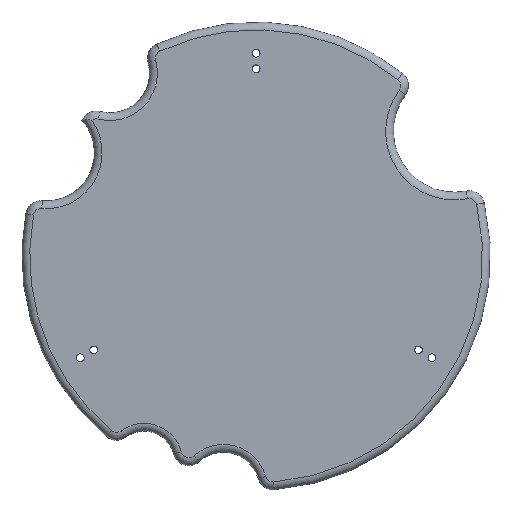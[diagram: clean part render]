
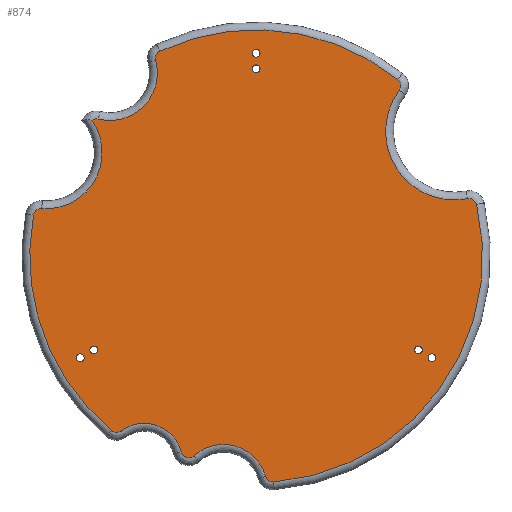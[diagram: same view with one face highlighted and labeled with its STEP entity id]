
A CAD part, top view. The second image highlights one B-rep face of the part: STEP entity #874.
In plain terms, the highlighted planar face has unit normal (0, 0, 1).
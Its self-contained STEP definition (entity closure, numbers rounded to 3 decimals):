
#21=FACE_BOUND('',#223,.T.);
#22=FACE_BOUND('',#224,.T.);
#23=FACE_BOUND('',#225,.T.);
#24=FACE_BOUND('',#226,.T.);
#25=FACE_BOUND('',#227,.T.);
#26=FACE_BOUND('',#228,.T.);
#28=PLANE('',#1028);
#160=FACE_OUTER_BOUND('',#222,.T.);
#222=EDGE_LOOP('',(#763,#764,#765,#766,#767,#768,#769,#770,#771,#772,#773,
#774,#775,#776,#777,#778));
#223=EDGE_LOOP('',(#779));
#224=EDGE_LOOP('',(#780));
#225=EDGE_LOOP('',(#781));
#226=EDGE_LOOP('',(#782));
#227=EDGE_LOOP('',(#783));
#228=EDGE_LOOP('',(#784));
#300=CIRCLE('',#976,7.19);
#302=CIRCLE('',#978,1.);
#305=CIRCLE('',#982,29.);
#308=CIRCLE('',#985,1.);
#311=CIRCLE('',#989,4.942);
#314=CIRCLE('',#992,1.);
#317=CIRCLE('',#996,5.609);
#320=CIRCLE('',#999,1.);
#323=CIRCLE('',#1003,29.);
#325=CIRCLE('',#1005,1.);
#327=CIRCLE('',#1008,8.795);
#329=CIRCLE('',#1010,1.);
#331=CIRCLE('',#1013,29.);
#333=CIRCLE('',#1015,1.);
#335=CIRCLE('',#1018,6.068);
#336=CIRCLE('',#1019,1.);
#337=CIRCLE('',#1029,0.5);
#338=CIRCLE('',#1030,0.5);
#339=CIRCLE('',#1031,0.5);
#340=CIRCLE('',#1032,0.5);
#341=CIRCLE('',#1033,0.5);
#342=CIRCLE('',#1034,0.5);
#391=VERTEX_POINT('',#1587);
#392=VERTEX_POINT('',#1589);
#394=VERTEX_POINT('',#1615);
#396=VERTEX_POINT('',#1621);
#398=VERTEX_POINT('',#1635);
#400=VERTEX_POINT('',#1641);
#402=VERTEX_POINT('',#1661);
#404=VERTEX_POINT('',#1667);
#405=VERTEX_POINT('',#1680);
#406=VERTEX_POINT('',#1685);
#407=VERTEX_POINT('',#1697);
#408=VERTEX_POINT('',#1701);
#409=VERTEX_POINT('',#1713);
#410=VERTEX_POINT('',#1717);
#411=VERTEX_POINT('',#1729);
#412=VERTEX_POINT('',#1733);
#413=VERTEX_POINT('',#1762);
#414=VERTEX_POINT('',#1764);
#415=VERTEX_POINT('',#1766);
#416=VERTEX_POINT('',#1768);
#417=VERTEX_POINT('',#1770);
#418=VERTEX_POINT('',#1772);
#492=EDGE_CURVE('',#391,#392,#300,.T.);
#495=EDGE_CURVE('',#394,#391,#302,.T.);
#498=EDGE_CURVE('',#396,#394,#305,.T.);
#501=EDGE_CURVE('',#398,#396,#308,.T.);
#504=EDGE_CURVE('',#400,#398,#311,.T.);
#507=EDGE_CURVE('',#402,#400,#314,.T.);
#510=EDGE_CURVE('',#404,#402,#317,.T.);
#513=EDGE_CURVE('',#405,#404,#320,.T.);
#516=EDGE_CURVE('',#406,#405,#323,.T.);
#518=EDGE_CURVE('',#407,#406,#325,.T.);
#520=EDGE_CURVE('',#408,#407,#327,.T.);
#522=EDGE_CURVE('',#409,#408,#329,.T.);
#524=EDGE_CURVE('',#410,#409,#331,.T.);
#526=EDGE_CURVE('',#411,#410,#333,.T.);
#528=EDGE_CURVE('',#412,#411,#335,.T.);
#529=EDGE_CURVE('',#392,#412,#336,.T.);
#537=EDGE_CURVE('',#413,#413,#337,.T.);
#538=EDGE_CURVE('',#414,#414,#338,.T.);
#539=EDGE_CURVE('',#415,#415,#339,.T.);
#540=EDGE_CURVE('',#416,#416,#340,.T.);
#541=EDGE_CURVE('',#417,#417,#341,.T.);
#542=EDGE_CURVE('',#418,#418,#342,.T.);
#763=ORIENTED_EDGE('',*,*,#492,.F.);
#764=ORIENTED_EDGE('',*,*,#495,.F.);
#765=ORIENTED_EDGE('',*,*,#498,.F.);
#766=ORIENTED_EDGE('',*,*,#501,.F.);
#767=ORIENTED_EDGE('',*,*,#504,.F.);
#768=ORIENTED_EDGE('',*,*,#507,.F.);
#769=ORIENTED_EDGE('',*,*,#510,.F.);
#770=ORIENTED_EDGE('',*,*,#513,.F.);
#771=ORIENTED_EDGE('',*,*,#516,.F.);
#772=ORIENTED_EDGE('',*,*,#518,.F.);
#773=ORIENTED_EDGE('',*,*,#520,.F.);
#774=ORIENTED_EDGE('',*,*,#522,.F.);
#775=ORIENTED_EDGE('',*,*,#524,.F.);
#776=ORIENTED_EDGE('',*,*,#526,.F.);
#777=ORIENTED_EDGE('',*,*,#528,.F.);
#778=ORIENTED_EDGE('',*,*,#529,.F.);
#779=ORIENTED_EDGE('',*,*,#537,.T.);
#780=ORIENTED_EDGE('',*,*,#538,.T.);
#781=ORIENTED_EDGE('',*,*,#539,.T.);
#782=ORIENTED_EDGE('',*,*,#540,.T.);
#783=ORIENTED_EDGE('',*,*,#541,.T.);
#784=ORIENTED_EDGE('',*,*,#542,.T.);
#874=ADVANCED_FACE('',(#160,#21,#22,#23,#24,#25,#26),#28,.T.);
#976=AXIS2_PLACEMENT_3D('',#1590,#1214,#1215);
#978=AXIS2_PLACEMENT_3D('',#1617,#1218,#1219);
#982=AXIS2_PLACEMENT_3D('',#1623,#1226,#1227);
#985=AXIS2_PLACEMENT_3D('',#1637,#1232,#1233);
#989=AXIS2_PLACEMENT_3D('',#1643,#1240,#1241);
#992=AXIS2_PLACEMENT_3D('',#1663,#1246,#1247);
#996=AXIS2_PLACEMENT_3D('',#1669,#1254,#1255);
#999=AXIS2_PLACEMENT_3D('',#1682,#1260,#1261);
#1003=AXIS2_PLACEMENT_3D('',#1687,#1268,#1269);
#1005=AXIS2_PLACEMENT_3D('',#1699,#1272,#1273);
#1008=AXIS2_PLACEMENT_3D('',#1703,#1278,#1279);
#1010=AXIS2_PLACEMENT_3D('',#1715,#1282,#1283);
#1013=AXIS2_PLACEMENT_3D('',#1719,#1288,#1289);
#1015=AXIS2_PLACEMENT_3D('',#1731,#1292,#1293);
#1018=AXIS2_PLACEMENT_3D('',#1735,#1298,#1299);
#1019=AXIS2_PLACEMENT_3D('',#1745,#1300,#1301);
#1028=AXIS2_PLACEMENT_3D('',#1761,#1325,#1326);
#1029=AXIS2_PLACEMENT_3D('',#1763,#1327,#1328);
#1030=AXIS2_PLACEMENT_3D('',#1765,#1329,#1330);
#1031=AXIS2_PLACEMENT_3D('',#1767,#1331,#1332);
#1032=AXIS2_PLACEMENT_3D('',#1769,#1333,#1334);
#1033=AXIS2_PLACEMENT_3D('',#1771,#1335,#1336);
#1034=AXIS2_PLACEMENT_3D('',#1773,#1337,#1338);
#1214=DIRECTION('center_axis',(0.,0.,1.));
#1215=DIRECTION('ref_axis',(0.897,-0.442,0.));
#1218=DIRECTION('center_axis',(0.,0.,-1.));
#1219=DIRECTION('ref_axis',(-0.61,0.793,0.));
#1226=DIRECTION('center_axis',(0.,0.,-1.));
#1227=DIRECTION('ref_axis',(-0.94,-0.341,0.));
#1232=DIRECTION('center_axis',(0.,0.,-1.));
#1233=DIRECTION('ref_axis',(-0.03,-1.,0.));
#1240=DIRECTION('center_axis',(0.,0.,1.));
#1241=DIRECTION('ref_axis',(0.332,0.943,0.));
#1246=DIRECTION('center_axis',(0.,0.,-1.));
#1247=DIRECTION('ref_axis',(-0.283,-0.959,0.));
#1254=DIRECTION('center_axis',(0.,0.,1.));
#1255=DIRECTION('ref_axis',(0.276,0.961,0.));
#1260=DIRECTION('center_axis',(0.,0.,-1.));
#1261=DIRECTION('ref_axis',(-0.572,-0.82,0.));
#1268=DIRECTION('center_axis',(0.,0.,-1.));
#1269=DIRECTION('ref_axis',(0.807,-0.59,0.));
#1272=DIRECTION('center_axis',(0.,0.,-1.));
#1273=DIRECTION('ref_axis',(0.542,0.84,0.));
#1278=DIRECTION('center_axis',(0.,0.,1.));
#1279=DIRECTION('ref_axis',(-0.846,-0.534,0.));
#1282=DIRECTION('center_axis',(0.,0.,-1.));
#1283=DIRECTION('ref_axis',(0.992,0.128,0.));
#1288=DIRECTION('center_axis',(0.,0.,-1.));
#1289=DIRECTION('ref_axis',(0.118,0.993,0.));
#1292=DIRECTION('center_axis',(0.,0.,-1.));
#1293=DIRECTION('ref_axis',(-0.909,0.417,0.));
#1298=DIRECTION('center_axis',(0.,0.,1.));
#1299=DIRECTION('ref_axis',(0.714,-0.7,0.));
#1300=DIRECTION('center_axis',(0.,0.,-1.));
#1301=DIRECTION('ref_axis',(-0.438,0.899,0.));
#1325=DIRECTION('center_axis',(0.,0.,1.));
#1326=DIRECTION('ref_axis',(1.,0.,0.));
#1327=DIRECTION('center_axis',(0.,0.,-1.));
#1328=DIRECTION('ref_axis',(1.,0.,0.));
#1329=DIRECTION('center_axis',(0.,0.,-1.));
#1330=DIRECTION('ref_axis',(1.,0.,0.));
#1331=DIRECTION('center_axis',(0.,0.,-1.));
#1332=DIRECTION('ref_axis',(1.,0.,0.));
#1333=DIRECTION('center_axis',(0.,0.,-1.));
#1334=DIRECTION('ref_axis',(1.,0.,0.));
#1335=DIRECTION('center_axis',(0.,0.,-1.));
#1336=DIRECTION('ref_axis',(1.,0.,0.));
#1337=DIRECTION('center_axis',(0.,0.,-1.));
#1338=DIRECTION('ref_axis',(1.,0.,0.));
#1587=CARTESIAN_POINT('',(-27.456,6.095,3.));
#1589=CARTESIAN_POINT('',(-21.04,17.419,3.));
#1590=CARTESIAN_POINT('Origin',(-26.908,13.264,3.));
#1615=CARTESIAN_POINT('',(-28.515,5.28,3.));
#1617=CARTESIAN_POINT('Origin',(-27.532,5.098,3.));
#1621=CARTESIAN_POINT('',(-18.516,-22.319,3.));
#1623=CARTESIAN_POINT('Origin',(0.,0.,3.));
#1635=CARTESIAN_POINT('',(-17.286,-22.356,3.));
#1637=CARTESIAN_POINT('Origin',(-17.878,-21.55,3.));
#1641=CARTESIAN_POINT('',(-9.585,-25.067,3.));
#1643=CARTESIAN_POINT('Origin',(-14.361,-26.339,3.));
#1661=CARTESIAN_POINT('',(-7.947,-25.551,3.));
#1663=CARTESIAN_POINT('Origin',(-8.619,-24.81,3.));
#1667=CARTESIAN_POINT('',(1.219,-28.186,3.));
#1669=CARTESIAN_POINT('Origin',(-4.18,-29.707,3.));
#1680=CARTESIAN_POINT('',(2.26,-28.912,3.));
#1682=CARTESIAN_POINT('Origin',(2.182,-27.915,3.));
#1685=CARTESIAN_POINT('',(28.234,6.622,3.));
#1687=CARTESIAN_POINT('Origin',(0.,0.,3.));
#1697=CARTESIAN_POINT('',(27.068,7.375,3.));
#1699=CARTESIAN_POINT('Origin',(27.26,6.394,3.));
#1701=CARTESIAN_POINT('',(18.315,21.251,3.));
#1703=CARTESIAN_POINT('Origin',(25.374,16.005,3.));
#1713=CARTESIAN_POINT('',(18.138,22.628,3.));
#1715=CARTESIAN_POINT('Origin',(17.513,21.847,3.));
#1717=CARTESIAN_POINT('',(-12.334,26.247,3.));
#1719=CARTESIAN_POINT('Origin',(0.,0.,3.));
#1729=CARTESIAN_POINT('',(-12.872,25.073,3.));
#1731=CARTESIAN_POINT('Origin',(-11.908,25.341,3.));
#1733=CARTESIAN_POINT('',(-20.223,17.566,3.));
#1735=CARTESIAN_POINT('Origin',(-18.717,23.445,3.));
#1745=CARTESIAN_POINT('Origin',(-20.471,16.598,3.));
#1761=CARTESIAN_POINT('Origin',(0.,0.001,3.));
#1762=CARTESIAN_POINT('',(-0.5,26.,3.));
#1763=CARTESIAN_POINT('Origin',(0.,26.,3.));
#1764=CARTESIAN_POINT('',(-23.017,-13.,3.));
#1765=CARTESIAN_POINT('Origin',(-22.517,-13.,3.));
#1766=CARTESIAN_POINT('',(22.017,-13.,3.));
#1767=CARTESIAN_POINT('Origin',(22.517,-13.,3.));
#1768=CARTESIAN_POINT('',(20.285,-12.,3.));
#1769=CARTESIAN_POINT('Origin',(20.785,-12.,3.));
#1770=CARTESIAN_POINT('',(-21.285,-12.,3.));
#1771=CARTESIAN_POINT('Origin',(-20.785,-12.,3.));
#1772=CARTESIAN_POINT('',(-0.5,24.,3.));
#1773=CARTESIAN_POINT('Origin',(0.,24.,3.));
